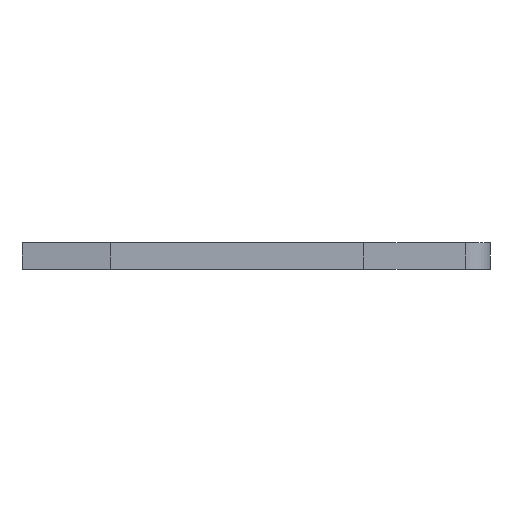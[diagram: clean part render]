
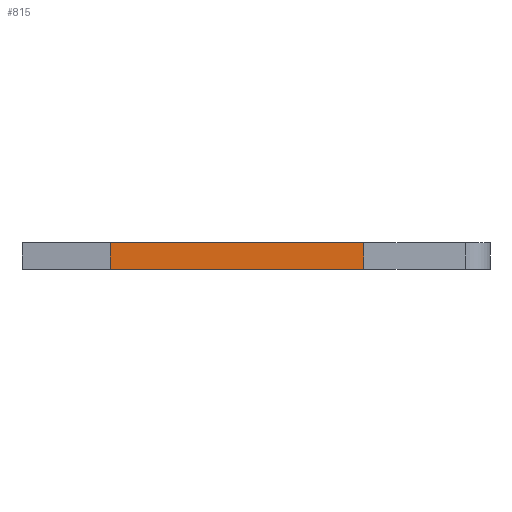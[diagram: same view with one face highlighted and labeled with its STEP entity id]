
A CAD part, left-side view. The second image highlights one B-rep face of the part: STEP entity #815.
In plain terms, the highlighted face is planar.
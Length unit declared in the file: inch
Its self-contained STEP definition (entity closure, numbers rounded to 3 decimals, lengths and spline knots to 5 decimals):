
#86 = EDGE_CURVE ( 'NONE', #541, #191, #1021, .T. ) ;
#148 = CARTESIAN_POINT ( 'NONE',  ( 0.013, 0.146, -0.0575 ) ) ;
#169 = LINE ( 'NONE', #458, #318 ) ;
#173 = EDGE_LOOP ( 'NONE', ( #277, #475, #978, #977 ) ) ;
#191 = VERTEX_POINT ( 'NONE', #326 ) ;
#277 = ORIENTED_EDGE ( 'NONE', *, *, #951, .T. ) ;
#294 = CARTESIAN_POINT ( 'NONE',  ( 0.013, 0.146, -0.0575 ) ) ;
#308 = CARTESIAN_POINT ( 'NONE',  ( 0.013, -0.099, -0.0575 ) ) ;
#318 = VECTOR ( 'NONE', #1086, 39.37008 ) ;
#326 = CARTESIAN_POINT ( 'NONE',  ( -0.013, 0.146, -0.0575 ) ) ;
#359 = EDGE_CURVE ( 'NONE', #735, #1013, #513, .T. ) ;
#449 = VECTOR ( 'NONE', #1007, 39.37008 ) ;
#458 = CARTESIAN_POINT ( 'NONE',  ( -0.013, 0.146, -0.0575 ) ) ;
#475 = ORIENTED_EDGE ( 'NONE', *, *, #86, .F. ) ;
#485 = VECTOR ( 'NONE', #523, 39.37008 ) ;
#513 = LINE ( 'NONE', #979, #485 ) ;
#523 = DIRECTION ( 'NONE',  ( -1., 0., 0. ) ) ;
#541 = VERTEX_POINT ( 'NONE', #823 ) ;
#544 = VECTOR ( 'NONE', #1110, 39.37008 ) ;
#649 = DIRECTION ( 'NONE',  ( 1., 0., 0. ) ) ;
#734 = EDGE_CURVE ( 'NONE', #735, #541, #1087, .T. ) ;
#735 = VERTEX_POINT ( 'NONE', #308 ) ;
#815 = ADVANCED_FACE ( 'NONE', ( #981 ), #831, .F. ) ;
#823 = CARTESIAN_POINT ( 'NONE',  ( 0.013, 0.146, -0.0575 ) ) ;
#831 = PLANE ( 'NONE',  #1009 ) ;
#920 = DIRECTION ( 'NONE',  ( 0., 0., 1. ) ) ;
#951 = EDGE_CURVE ( 'NONE', #1013, #191, #169, .T. ) ;
#977 = ORIENTED_EDGE ( 'NONE', *, *, #359, .T. ) ;
#978 = ORIENTED_EDGE ( 'NONE', *, *, #734, .F. ) ;
#979 = CARTESIAN_POINT ( 'NONE',  ( 0.013, -0.099, -0.0575 ) ) ;
#981 = FACE_OUTER_BOUND ( 'NONE', #173, .T. ) ;
#998 = CARTESIAN_POINT ( 'NONE',  ( -0.013, -0.099, -0.0575 ) ) ;
#1007 = DIRECTION ( 'NONE',  ( 0., 1., 0. ) ) ;
#1009 = AXIS2_PLACEMENT_3D ( 'NONE', #294, #920, #649 ) ;
#1013 = VERTEX_POINT ( 'NONE', #998 ) ;
#1021 = LINE ( 'NONE', #148, #544 ) ;
#1086 = DIRECTION ( 'NONE',  ( 0., 1., 0. ) ) ;
#1087 = LINE ( 'NONE', #1089, #449 ) ;
#1089 = CARTESIAN_POINT ( 'NONE',  ( 0.013, 0.146, -0.0575 ) ) ;
#1110 = DIRECTION ( 'NONE',  ( -1., 0., 0. ) ) ;
